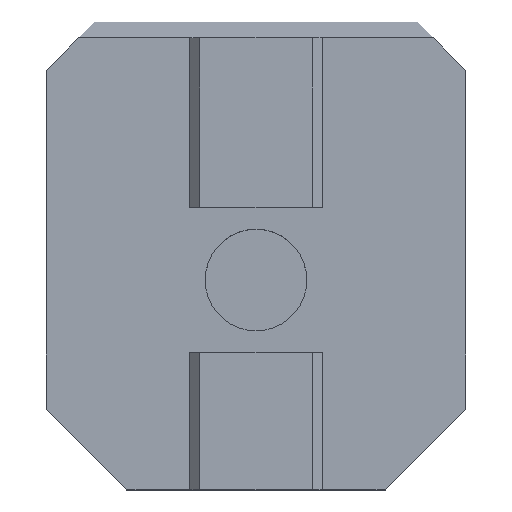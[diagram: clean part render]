
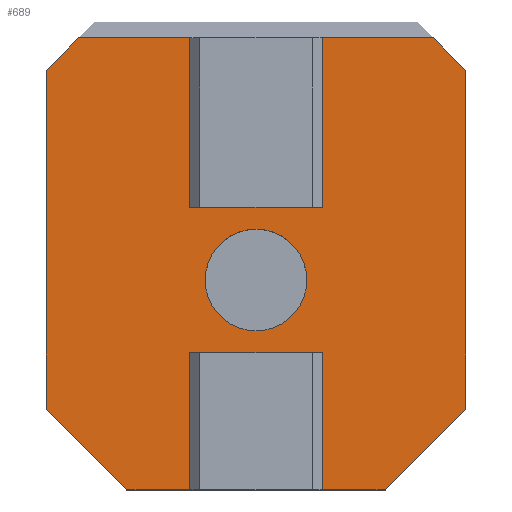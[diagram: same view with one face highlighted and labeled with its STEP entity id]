
A CAD part, top view. The second image highlights one B-rep face of the part: STEP entity #689.
In plain terms, the highlighted planar face has unit normal (0, 0, 1).
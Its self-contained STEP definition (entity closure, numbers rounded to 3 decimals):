
#18=FACE_BOUND('',#270,.T.);
#28=LINE('',#947,#117);
#34=LINE('',#959,#123);
#38=LINE('',#967,#127);
#40=LINE('',#970,#129);
#48=LINE('',#988,#137);
#54=LINE('',#999,#143);
#55=LINE('',#1002,#144);
#58=LINE('',#1007,#147);
#87=LINE('',#1071,#176);
#91=LINE('',#1080,#180);
#98=LINE('',#1094,#187);
#100=LINE('',#1097,#189);
#104=LINE('',#1105,#193);
#105=LINE('',#1107,#194);
#106=LINE('',#1109,#195);
#107=LINE('',#1110,#196);
#117=VECTOR('',#769,10.);
#123=VECTOR('',#779,10.);
#127=VECTOR('',#783,10.);
#129=VECTOR('',#787,10.);
#137=VECTOR('',#799,10.);
#143=VECTOR('',#811,10.);
#144=VECTOR('',#814,10.);
#147=VECTOR('',#819,10.);
#176=VECTOR('',#876,10.);
#180=VECTOR('',#882,10.);
#187=VECTOR('',#895,10.);
#189=VECTOR('',#899,10.);
#193=VECTOR('',#907,10.);
#194=VECTOR('',#910,10.);
#195=VECTOR('',#913,10.);
#196=VECTOR('',#914,10.);
#231=FACE_OUTER_BOUND('',#269,.T.);
#269=EDGE_LOOP('',(#590,#591,#592,#593,#594,#595,#596,#597,#598,#599,#600,
#601,#602,#603,#604,#605));
#270=EDGE_LOOP('',(#606));
#278=CIRCLE('',#745,3.15);
#286=VERTEX_POINT('',#944);
#287=VERTEX_POINT('',#946);
#290=VERTEX_POINT('',#956);
#291=VERTEX_POINT('',#958);
#294=VERTEX_POINT('',#964);
#295=VERTEX_POINT('',#966);
#302=VERTEX_POINT('',#985);
#303=VERTEX_POINT('',#987);
#306=VERTEX_POINT('',#1001);
#307=VERTEX_POINT('',#1005);
#328=VERTEX_POINT('',#1069);
#331=VERTEX_POINT('',#1077);
#332=VERTEX_POINT('',#1079);
#335=VERTEX_POINT('',#1091);
#336=VERTEX_POINT('',#1093);
#338=VERTEX_POINT('',#1103);
#339=VERTEX_POINT('',#1111);
#349=EDGE_CURVE('',#287,#286,#28,.T.);
#355=EDGE_CURVE('',#291,#290,#34,.T.);
#359=EDGE_CURVE('',#295,#294,#38,.T.);
#361=EDGE_CURVE('',#290,#287,#40,.T.);
#369=EDGE_CURVE('',#303,#302,#48,.T.);
#375=EDGE_CURVE('',#286,#295,#54,.T.);
#376=EDGE_CURVE('',#306,#303,#55,.T.);
#379=EDGE_CURVE('',#302,#307,#58,.T.);
#411=EDGE_CURVE('',#328,#294,#87,.T.);
#415=EDGE_CURVE('',#331,#332,#91,.T.);
#422=EDGE_CURVE('',#335,#336,#98,.T.);
#424=EDGE_CURVE('',#328,#332,#100,.T.);
#428=EDGE_CURVE('',#335,#338,#104,.T.);
#429=EDGE_CURVE('',#291,#338,#105,.T.);
#430=EDGE_CURVE('',#331,#306,#106,.T.);
#431=EDGE_CURVE('',#307,#336,#107,.T.);
#432=EDGE_CURVE('',#339,#339,#278,.T.);
#590=ORIENTED_EDGE('',*,*,#375,.T.);
#591=ORIENTED_EDGE('',*,*,#359,.T.);
#592=ORIENTED_EDGE('',*,*,#411,.F.);
#593=ORIENTED_EDGE('',*,*,#424,.T.);
#594=ORIENTED_EDGE('',*,*,#415,.F.);
#595=ORIENTED_EDGE('',*,*,#430,.T.);
#596=ORIENTED_EDGE('',*,*,#376,.T.);
#597=ORIENTED_EDGE('',*,*,#369,.T.);
#598=ORIENTED_EDGE('',*,*,#379,.T.);
#599=ORIENTED_EDGE('',*,*,#431,.T.);
#600=ORIENTED_EDGE('',*,*,#422,.F.);
#601=ORIENTED_EDGE('',*,*,#428,.T.);
#602=ORIENTED_EDGE('',*,*,#429,.F.);
#603=ORIENTED_EDGE('',*,*,#355,.T.);
#604=ORIENTED_EDGE('',*,*,#361,.T.);
#605=ORIENTED_EDGE('',*,*,#349,.T.);
#606=ORIENTED_EDGE('',*,*,#432,.T.);
#653=PLANE('',#744);
#689=ADVANCED_FACE('',(#231,#18),#653,.T.);
#744=AXIS2_PLACEMENT_3D('',#1108,#911,#912);
#745=AXIS2_PLACEMENT_3D('',#1112,#915,#916);
#769=DIRECTION('',(1.,0.,0.));
#779=DIRECTION('',(1.,0.,0.));
#783=DIRECTION('',(1.,0.,0.));
#787=DIRECTION('',(0.,1.,0.));
#799=DIRECTION('',(-1.,0.,0.));
#811=DIRECTION('',(0.,-1.,0.));
#814=DIRECTION('',(0.,-1.,0.));
#819=DIRECTION('',(0.,1.,0.));
#876=DIRECTION('',(-0.707,-0.707,0.));
#882=DIRECTION('',(0.707,-0.707,0.));
#895=DIRECTION('',(0.707,0.707,0.));
#899=DIRECTION('',(0.,1.,0.));
#907=DIRECTION('',(0.,-1.,0.));
#910=DIRECTION('',(-0.707,0.707,0.));
#911=DIRECTION('center_axis',(0.,0.,1.));
#912=DIRECTION('ref_axis',(1.,0.,0.));
#913=DIRECTION('',(-1.,0.,0.));
#914=DIRECTION('',(-1.,0.,0.));
#915=DIRECTION('center_axis',(0.,0.,-1.));
#916=DIRECTION('ref_axis',(1.,0.,0.));
#944=CARTESIAN_POINT('',(4.1,-4.5,10.));
#946=CARTESIAN_POINT('',(-4.1,-4.5,10.));
#947=CARTESIAN_POINT('',(2.05,-4.5,10.));
#956=CARTESIAN_POINT('',(-4.1,-13.,10.));
#958=CARTESIAN_POINT('',(-8.,-13.,10.));
#959=CARTESIAN_POINT('',(13.,-13.,10.));
#964=CARTESIAN_POINT('',(8.,-13.,10.));
#966=CARTESIAN_POINT('',(4.1,-13.,10.));
#967=CARTESIAN_POINT('',(13.,-13.,10.));
#970=CARTESIAN_POINT('',(-4.1,-1.75,10.));
#985=CARTESIAN_POINT('',(-4.1,4.5,10.));
#987=CARTESIAN_POINT('',(4.1,4.5,10.));
#988=CARTESIAN_POINT('',(-2.05,4.5,10.));
#999=CARTESIAN_POINT('',(4.1,-6.,10.));
#1001=CARTESIAN_POINT('',(4.1,15.,10.));
#1002=CARTESIAN_POINT('',(4.1,2.75,10.));
#1005=CARTESIAN_POINT('',(-4.1,15.,10.));
#1007=CARTESIAN_POINT('',(-4.1,8.,10.));
#1069=CARTESIAN_POINT('',(13.,-8.,10.));
#1071=CARTESIAN_POINT('',(10.75,-10.25,10.));
#1077=CARTESIAN_POINT('',(11.,15.,10.));
#1079=CARTESIAN_POINT('',(13.,13.,10.));
#1080=CARTESIAN_POINT('',(12.,14.,10.));
#1091=CARTESIAN_POINT('',(-13.,13.,10.));
#1093=CARTESIAN_POINT('',(-11.,15.,10.));
#1094=CARTESIAN_POINT('',(-12.,14.,10.));
#1097=CARTESIAN_POINT('',(13.,-13.,10.));
#1103=CARTESIAN_POINT('',(-13.,-8.,10.));
#1105=CARTESIAN_POINT('',(-13.,-13.,10.));
#1107=CARTESIAN_POINT('',(-10.75,-10.25,10.));
#1108=CARTESIAN_POINT('Origin',(0.,1.,10.));
#1109=CARTESIAN_POINT('',(13.,15.,10.));
#1110=CARTESIAN_POINT('',(13.,15.,10.));
#1111=CARTESIAN_POINT('',(-3.15,0.,10.));
#1112=CARTESIAN_POINT('Origin',(0.,0.,10.));
